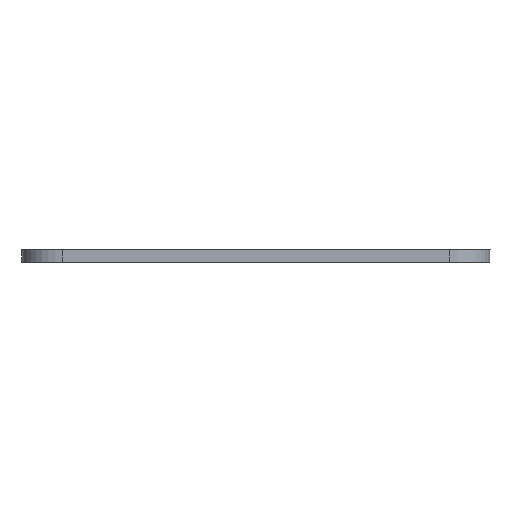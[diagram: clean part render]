
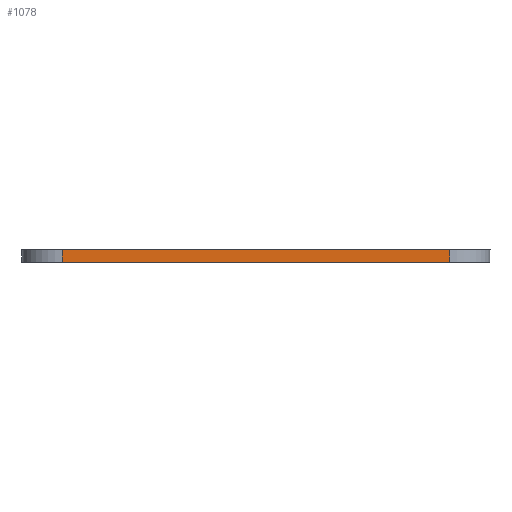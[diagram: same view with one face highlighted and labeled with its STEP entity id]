
A CAD part, left-side view. The second image highlights one B-rep face of the part: STEP entity #1078.
In plain terms, the highlighted planar face has unit normal (-1, 0, 0).
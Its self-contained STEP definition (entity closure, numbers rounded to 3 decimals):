
#57=PLANE('',#1148);
#78=FACE_OUTER_BOUND('',#132,.T.);
#132=EDGE_LOOP('',(#735,#736,#737,#738));
#228=LINE('',#1610,#316);
#229=LINE('',#1613,#317);
#230=LINE('',#1615,#318);
#231=LINE('',#1616,#319);
#316=VECTOR('',#1276,10.);
#317=VECTOR('',#1279,10.);
#318=VECTOR('',#1280,10.);
#319=VECTOR('',#1281,10.);
#471=VERTEX_POINT('',#1603);
#474=VERTEX_POINT('',#1608);
#475=VERTEX_POINT('',#1612);
#476=VERTEX_POINT('',#1614);
#578=EDGE_CURVE('',#474,#471,#228,.T.);
#579=EDGE_CURVE('',#474,#475,#229,.T.);
#580=EDGE_CURVE('',#476,#475,#230,.T.);
#581=EDGE_CURVE('',#471,#476,#231,.T.);
#735=ORIENTED_EDGE('',*,*,#578,.F.);
#736=ORIENTED_EDGE('',*,*,#579,.T.);
#737=ORIENTED_EDGE('',*,*,#580,.F.);
#738=ORIENTED_EDGE('',*,*,#581,.F.);
#1078=ADVANCED_FACE('',(#78),#57,.T.);
#1148=AXIS2_PLACEMENT_3D('',#1611,#1277,#1278);
#1276=DIRECTION('',(0.,0.,1.));
#1277=DIRECTION('center_axis',(-1.,0.,0.));
#1278=DIRECTION('ref_axis',(0.,-1.,0.));
#1279=DIRECTION('',(0.,-1.,0.));
#1280=DIRECTION('',(0.,0.,-1.));
#1281=DIRECTION('',(0.,-1.,0.));
#1603=CARTESIAN_POINT('',(-162.909,46.685,3.));
#1608=CARTESIAN_POINT('',(-162.909,46.685,0.));
#1610=CARTESIAN_POINT('',(-162.909,46.685,-0.1));
#1611=CARTESIAN_POINT('Origin',(-162.909,55.685,-0.1));
#1612=CARTESIAN_POINT('',(-162.909,-49.615,0.));
#1613=CARTESIAN_POINT('',(-162.909,27.11,0.));
#1614=CARTESIAN_POINT('',(-162.909,-49.615,3.));
#1615=CARTESIAN_POINT('',(-162.909,-49.615,-0.1));
#1616=CARTESIAN_POINT('',(-162.909,27.11,3.));
